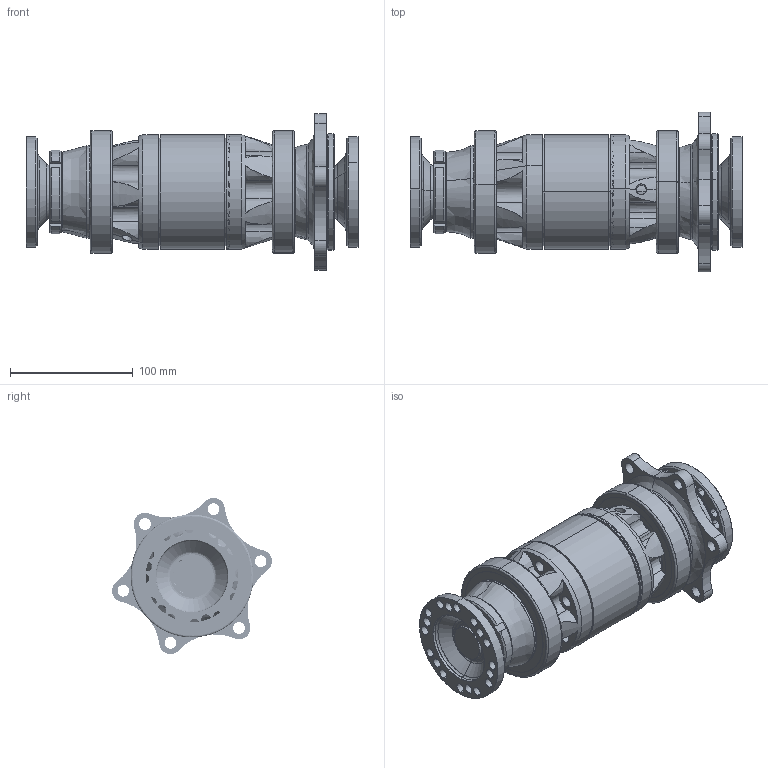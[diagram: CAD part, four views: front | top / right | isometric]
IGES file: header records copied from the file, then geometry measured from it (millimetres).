
Start section: SolidWorks IGES file using analytic representation for surfaces
Global section: file name: INV-0200059A.IGS; native system: SolidWorks 2022; preprocessor: SolidWorks 2022; author: dkiek; date: 230726.103029; units: inch
Bounding box: 270.24 x 130.02 x 127.06 mm (x, y, z)
Surface area: 306925.6 mm2 (no closed solid volume)
Topology: 0 solids, 0 shells, 1565 faces, 26755 edges, 26723 vertices
Faces by surface type: revolution 859, bspline 706
